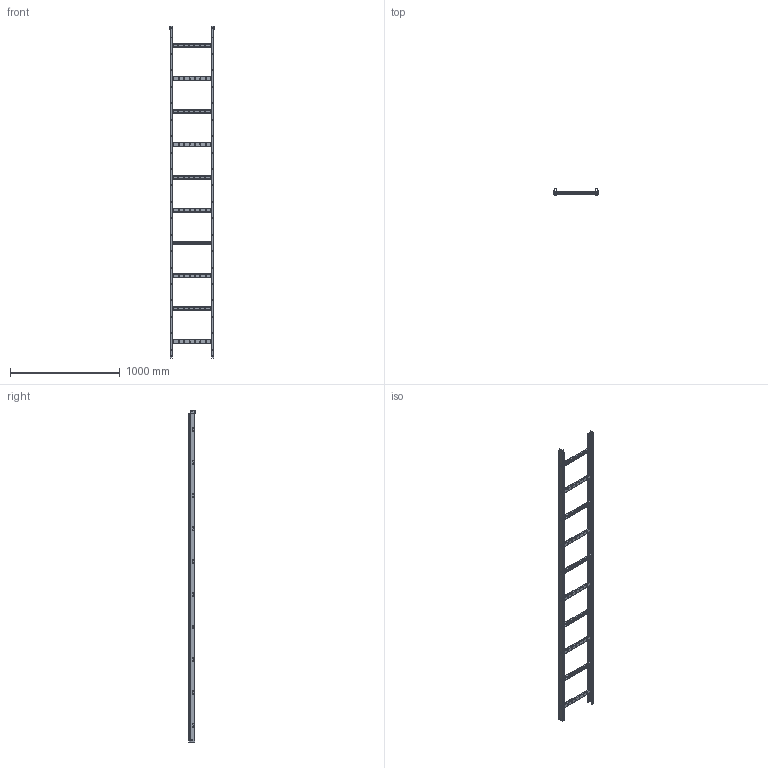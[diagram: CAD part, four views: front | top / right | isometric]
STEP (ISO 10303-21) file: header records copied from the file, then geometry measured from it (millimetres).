
FILE_DESCRIPTION (( 'STEP AP203' ), '1' );
FILE_NAME ('Ëîòîê ëåñòíè÷íûé l3000 s1.5-1.0_50õ400.step', '2022-01-25T12:18:37', ( '' ), ( '' ), 'SwSTEP 2.0', 'SolidWorks 2017', '' );
FILE_SCHEMA (( 'CONFIG_CONTROL_DESIGN' ));
Length unit declared in the file: millimetre
Products named in the file (4): ��������� ���������������� ����� ����������� 1,5-1.0_h50 l3000 ��; Ëîòîê ëåñòíè÷íûé l3000 s1.5-1.0_50õ400; Ñ-ïëàíêà ïîïåðå÷íàÿ íîâàÿ-1.0_400; �������� ����� ����������� 1,5-1.0_h50 l3000 ��
Assembly tree (12 placements, depth 2):
  Ëîòîê ëåñòíè÷íûé l3000 s1.5-1.0_50õ400
    �������� ����� ����������� 1,5-1.0_h50 l3000 ��
    Ñ-ïëàíêà ïîïåðå÷íàÿ íîâàÿ-1.0_400  x10
    ��������� ���������������� ����� ����������� 1,5-1.0_h50 l3000 ��
Bounding box: 402 x 56 x 3030 mm (x, y, z)
Volume: 1136086.4 mm3; surface area: 1986298.7 mm2
Topology: 12 solids, 12 shells, 930 faces, 2348 edges, 1442 vertices
Faces by surface type: plane 586, cylinder 344
Entity records: 10198 total; most frequent: DIRECTION 1668, CARTESIAN_POINT 1639, ORIENTED_EDGE 1600, EDGE_CURVE 800, AXIS2_PLACEMENT_3D 559, VECTOR 550, LINE 550, VERTEX_POINT 506
